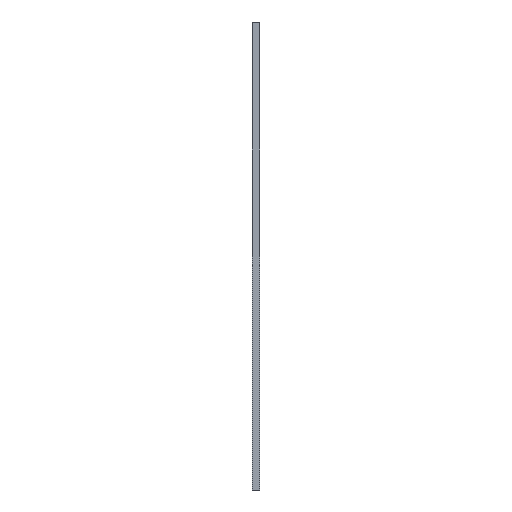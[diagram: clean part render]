
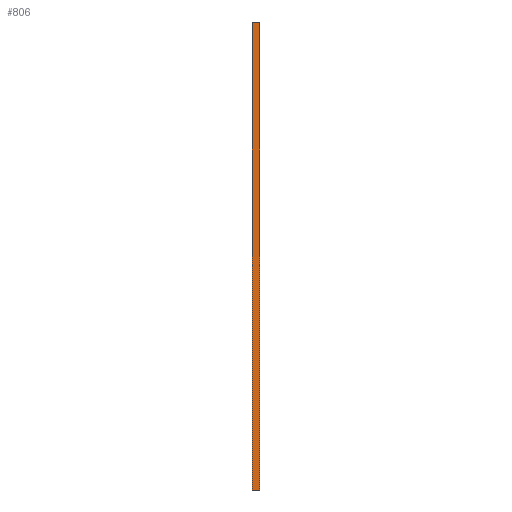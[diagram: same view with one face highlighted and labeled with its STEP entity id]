
A CAD part, left-side view. The second image highlights one B-rep face of the part: STEP entity #806.
In plain terms, the highlighted planar face has unit normal (-1, 0, 0).
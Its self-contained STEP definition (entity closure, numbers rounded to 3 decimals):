
#14 = VECTOR ( 'NONE', #1264, 1000. ) ;
#31 = AXIS2_PLACEMENT_3D ( 'NONE', #811, #1012, #415 ) ;
#73 = EDGE_CURVE ( 'NONE', #268, #241, #369, .T. ) ;
#74 = EDGE_CURVE ( 'NONE', #106, #272, #736, .T. ) ;
#76 = CARTESIAN_POINT ( 'NONE',  ( 0., 1., -64.5 ) ) ;
#106 = VERTEX_POINT ( 'NONE', #200 ) ;
#154 = ORIENTED_EDGE ( 'NONE', *, *, #74, .T. ) ;
#187 = VECTOR ( 'NONE', #766, 1000. ) ;
#200 = CARTESIAN_POINT ( 'NONE',  ( 0., 1., -64.5 ) ) ;
#210 = FACE_OUTER_BOUND ( 'NONE', #1084, .T. ) ;
#241 = VERTEX_POINT ( 'NONE', #843 ) ;
#268 = VERTEX_POINT ( 'NONE', #333 ) ;
#272 = VERTEX_POINT ( 'NONE', #1234 ) ;
#333 = CARTESIAN_POINT ( 'NONE',  ( 0., 1., 0. ) ) ;
#360 = CARTESIAN_POINT ( 'NONE',  ( 0., 1., 0. ) ) ;
#369 = LINE ( 'NONE', #1165, #14 ) ;
#415 = DIRECTION ( 'NONE',  ( 0., 0., -1. ) ) ;
#420 = PLANE ( 'NONE',  #31 ) ;
#461 = LINE ( 'NONE', #360, #187 ) ;
#568 = ORIENTED_EDGE ( 'NONE', *, *, #1211, .F. ) ;
#736 = LINE ( 'NONE', #76, #1266 ) ;
#766 = DIRECTION ( 'NONE',  ( 0., 0., 1. ) ) ;
#786 = VECTOR ( 'NONE', #1071, 1000. ) ;
#806 = ADVANCED_FACE ( 'NONE', ( #210 ), #420, .F. ) ;
#811 = CARTESIAN_POINT ( 'NONE',  ( 0., 1., 0. ) ) ;
#843 = CARTESIAN_POINT ( 'NONE',  ( 0., 0., 0. ) ) ;
#845 = ORIENTED_EDGE ( 'NONE', *, *, #73, .F. ) ;
#1012 = DIRECTION ( 'NONE',  ( 1., 0., 0. ) ) ;
#1026 = LINE ( 'NONE', #1281, #786 ) ;
#1071 = DIRECTION ( 'NONE',  ( 0., 0., 1. ) ) ;
#1084 = EDGE_LOOP ( 'NONE', ( #1268, #845, #568, #154 ) ) ;
#1165 = CARTESIAN_POINT ( 'NONE',  ( 0., 1., 0. ) ) ;
#1172 = DIRECTION ( 'NONE',  ( 0., -1., 0. ) ) ;
#1211 = EDGE_CURVE ( 'NONE', #106, #268, #461, .T. ) ;
#1219 = EDGE_CURVE ( 'NONE', #272, #241, #1026, .T. ) ;
#1234 = CARTESIAN_POINT ( 'NONE',  ( 0., 0., -64.5 ) ) ;
#1264 = DIRECTION ( 'NONE',  ( 0., -1., 0. ) ) ;
#1266 = VECTOR ( 'NONE', #1172, 1000. ) ;
#1268 = ORIENTED_EDGE ( 'NONE', *, *, #1219, .T. ) ;
#1281 = CARTESIAN_POINT ( 'NONE',  ( 0., 0., 0. ) ) ;
